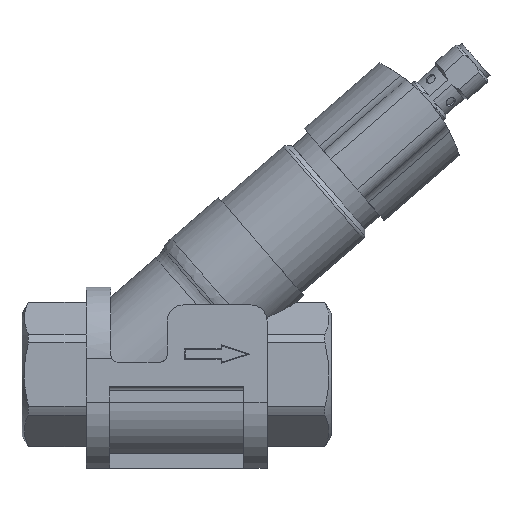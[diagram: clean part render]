
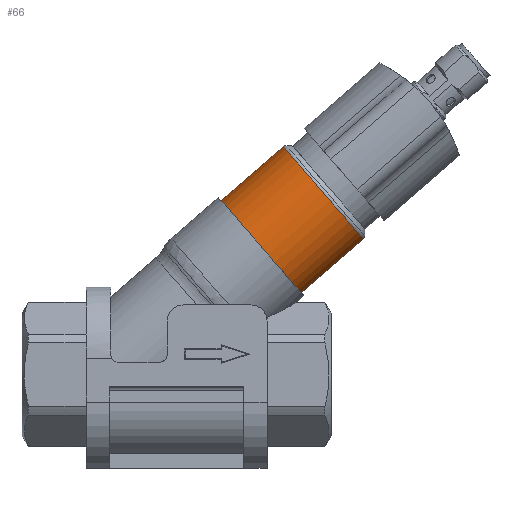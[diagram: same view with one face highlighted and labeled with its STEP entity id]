
A CAD part, top view. The second image highlights one B-rep face of the part: STEP entity #66.
In plain terms, the highlighted cylindrical face has radius 15 mm (diameter 30 mm), a partial arc.
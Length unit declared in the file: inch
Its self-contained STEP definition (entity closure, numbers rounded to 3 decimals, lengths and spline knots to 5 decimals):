
#66 = ADVANCED_FACE ( 'NONE', ( #3870 ), #4372, .T. ) ;
#241 = DIRECTION ( 'NONE',  ( -0.755, -0.656, 0. ) ) ;
#319 = ORIENTED_EDGE ( 'NONE', *, *, #3435, .T. ) ;
#333 = LINE ( 'NONE', #3155, #1207 ) ;
#366 = CIRCLE ( 'NONE', #2784, 0.59055 ) ;
#516 = DIRECTION ( 'NONE',  ( 0.755, 0.656, 0. ) ) ;
#582 = DIRECTION ( 'NONE',  ( -0.656, 0.755, 0. ) ) ;
#630 = CIRCLE ( 'NONE', #1860, 0.59055 ) ;
#912 = VERTEX_POINT ( 'NONE', #2624 ) ;
#1121 = CARTESIAN_POINT ( 'NONE',  ( 2.31205, 1.2398, 0. ) ) ;
#1193 = CARTESIAN_POINT ( 'NONE',  ( 2.91183, 1.76118, 0. ) ) ;
#1207 = VECTOR ( 'NONE', #5683, 39.37008 ) ;
#1440 = EDGE_CURVE ( 'NONE', #3524, #912, #630, .T. ) ;
#1727 = DIRECTION ( 'NONE',  ( -0.656, 0.755, 0. ) ) ;
#1860 = AXIS2_PLACEMENT_3D ( 'NONE', #1121, #4021, #2010 ) ;
#2010 = DIRECTION ( 'NONE',  ( -0.656, 0.755, 0. ) ) ;
#2328 = ORIENTED_EDGE ( 'NONE', *, *, #5676, .T. ) ;
#2541 = EDGE_LOOP ( 'NONE', ( #4584, #319, #3218, #2328 ) ) ;
#2624 = CARTESIAN_POINT ( 'NONE',  ( 2.69949, 0.7941, 0. ) ) ;
#2784 = AXIS2_PLACEMENT_3D ( 'NONE', #1193, #241, #1727 ) ;
#3004 = VERTEX_POINT ( 'NONE', #4241 ) ;
#3155 = CARTESIAN_POINT ( 'NONE',  ( 4.058, 3.54002, 0. ) ) ;
#3218 = ORIENTED_EDGE ( 'NONE', *, *, #1440, .T. ) ;
#3435 = EDGE_CURVE ( 'NONE', #5187, #3524, #333, .T. ) ;
#3524 = VERTEX_POINT ( 'NONE', #5558 ) ;
#3870 = FACE_OUTER_BOUND ( 'NONE', #2541, .T. ) ;
#3955 = VECTOR ( 'NONE', #5244, 39.37008 ) ;
#4021 = DIRECTION ( 'NONE',  ( 0.755, 0.656, 0. ) ) ;
#4241 = CARTESIAN_POINT ( 'NONE',  ( 3.29927, 1.31548, 0. ) ) ;
#4372 = CYLINDRICAL_SURFACE ( 'NONE', #5730, 0.59055 ) ;
#4584 = ORIENTED_EDGE ( 'NONE', *, *, #5051, .T. ) ;
#4910 = LINE ( 'NONE', #5032, #3955 ) ;
#5032 = CARTESIAN_POINT ( 'NONE',  ( 4.83288, 2.64863, 0. ) ) ;
#5051 = EDGE_CURVE ( 'NONE', #3004, #5187, #366, .T. ) ;
#5187 = VERTEX_POINT ( 'NONE', #5851 ) ;
#5244 = DIRECTION ( 'NONE',  ( 0.755, 0.656, 0. ) ) ;
#5362 = CARTESIAN_POINT ( 'NONE',  ( 4.44544, 3.09433, 0. ) ) ;
#5558 = CARTESIAN_POINT ( 'NONE',  ( 1.92461, 1.68549, 0. ) ) ;
#5676 = EDGE_CURVE ( 'NONE', #912, #3004, #4910, .T. ) ;
#5683 = DIRECTION ( 'NONE',  ( -0.755, -0.656, 0. ) ) ;
#5730 = AXIS2_PLACEMENT_3D ( 'NONE', #5362, #516, #582 ) ;
#5851 = CARTESIAN_POINT ( 'NONE',  ( 2.52439, 2.20687, 0. ) ) ;
